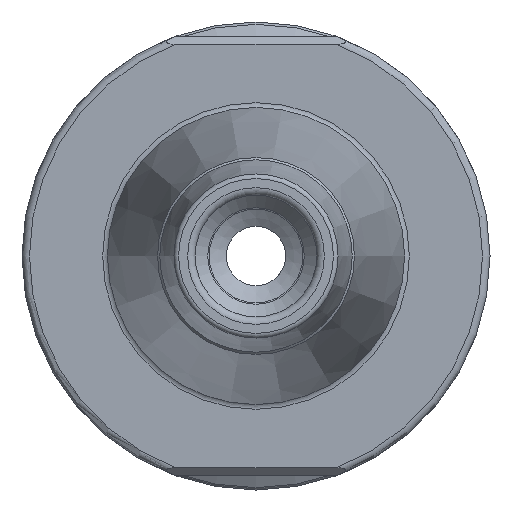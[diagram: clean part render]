
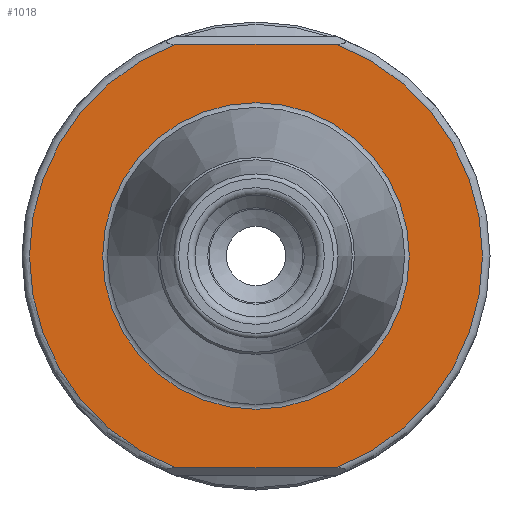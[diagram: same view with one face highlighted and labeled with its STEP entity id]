
A CAD part, left-side view. The second image highlights one B-rep face of the part: STEP entity #1018.
In plain terms, the highlighted planar face has unit normal (-1, 0, 0).
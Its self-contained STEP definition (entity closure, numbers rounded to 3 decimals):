
#52=PLANE('',#1176);
#74=FACE_BOUND('',#300,.T.);
#103=LINE('',#2003,#157);
#105=LINE('',#2046,#159);
#157=VECTOR('',#1381,10.);
#159=VECTOR('',#1393,10.);
#230=FACE_OUTER_BOUND('',#299,.T.);
#299=EDGE_LOOP('',(#770,#771,#772,#773));
#300=EDGE_LOOP('',(#774));
#373=CIRCLE('',#1174,24.2);
#375=CIRCLE('',#1177,24.2);
#376=CIRCLE('',#1178,16.375);
#460=VERTEX_POINT('',#1985);
#461=VERTEX_POINT('',#2002);
#463=VERTEX_POINT('',#2023);
#465=VERTEX_POINT('',#2044);
#466=VERTEX_POINT('',#2047);
#570=EDGE_CURVE('',#460,#461,#103,.T.);
#573=EDGE_CURVE('',#461,#463,#373,.T.);
#576=EDGE_CURVE('',#465,#460,#375,.T.);
#577=EDGE_CURVE('',#463,#465,#105,.T.);
#578=EDGE_CURVE('',#466,#466,#376,.T.);
#770=ORIENTED_EDGE('',*,*,#570,.F.);
#771=ORIENTED_EDGE('',*,*,#576,.F.);
#772=ORIENTED_EDGE('',*,*,#577,.F.);
#773=ORIENTED_EDGE('',*,*,#573,.F.);
#774=ORIENTED_EDGE('',*,*,#578,.T.);
#1018=ADVANCED_FACE('',(#230,#74),#52,.T.);
#1174=AXIS2_PLACEMENT_3D('',#2024,#1385,#1386);
#1176=AXIS2_PLACEMENT_3D('',#2043,#1389,#1390);
#1177=AXIS2_PLACEMENT_3D('',#2045,#1391,#1392);
#1178=AXIS2_PLACEMENT_3D('',#2048,#1394,#1395);
#1381=DIRECTION('',(0.,1.,0.));
#1385=DIRECTION('center_axis',(1.,0.,0.));
#1386=DIRECTION('ref_axis',(0.,-1.,0.));
#1389=DIRECTION('center_axis',(-1.,0.,0.));
#1390=DIRECTION('ref_axis',(0.,0.,1.));
#1391=DIRECTION('center_axis',(1.,0.,0.));
#1392=DIRECTION('ref_axis',(0.,-1.,0.));
#1393=DIRECTION('',(0.,-1.,0.));
#1394=DIRECTION('center_axis',(1.,0.,0.));
#1395=DIRECTION('ref_axis',(0.,0.,-1.));
#1985=CARTESIAN_POINT('',(3.2,-8.588,-22.625));
#2002=CARTESIAN_POINT('',(3.2,8.588,-22.625));
#2003=CARTESIAN_POINT('',(3.2,12.5,-22.625));
#2023=CARTESIAN_POINT('',(3.2,8.588,22.625));
#2024=CARTESIAN_POINT('Origin',(3.2,0.,0.));
#2043=CARTESIAN_POINT('Origin',(3.2,25.,0.));
#2044=CARTESIAN_POINT('',(3.2,-8.588,22.625));
#2045=CARTESIAN_POINT('Origin',(3.2,0.,0.));
#2046=CARTESIAN_POINT('',(3.2,12.5,22.625));
#2047=CARTESIAN_POINT('',(3.2,0.,16.375));
#2048=CARTESIAN_POINT('Origin',(3.2,0.,0.));
